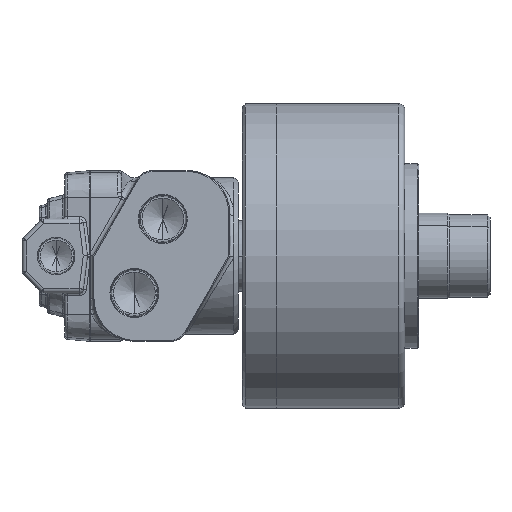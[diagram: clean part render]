
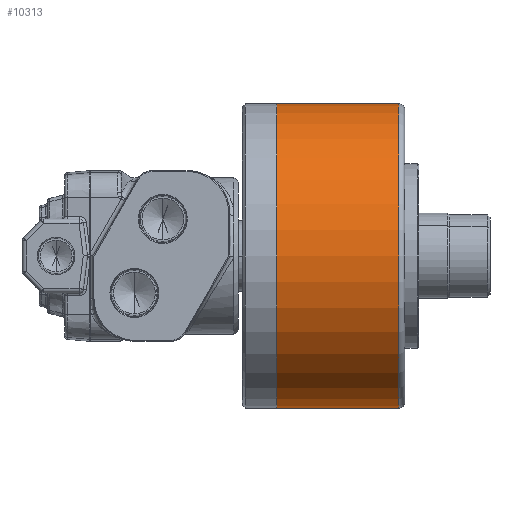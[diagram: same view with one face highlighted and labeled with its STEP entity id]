
A CAD part, front view. The second image highlights one B-rep face of the part: STEP entity #10313.
In plain terms, the highlighted cylindrical face has radius 53.5 mm (diameter 107 mm), a partial arc.
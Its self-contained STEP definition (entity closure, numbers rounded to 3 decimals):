
#2036 = DIRECTION ( 'NONE',  ( -1., 0., 0. ) ) ;
#2102 = VECTOR ( 'NONE', #2036, 1000. ) ;
#2410 = CARTESIAN_POINT ( 'NONE',  ( 0., 0., -53.5 ) ) ;
#2429 = LINE ( 'NONE', #2410, #2102 ) ;
#2926 = CARTESIAN_POINT ( 'NONE',  ( 0., 0., 53.5 ) ) ;
#7360 = DIRECTION ( 'NONE',  ( -1., 0., 0. ) ) ;
#7677 = CARTESIAN_POINT ( 'NONE',  ( 0., 0., -53.5 ) ) ;
#7683 = LINE ( 'NONE', #7685, #7684 ) ;
#7684 = VECTOR ( 'NONE', #7360, 1000. ) ;
#7685 = CARTESIAN_POINT ( 'NONE',  ( 0., 0., 53.5 ) ) ;
#10021 = CARTESIAN_POINT ( 'NONE',  ( 43., 0., -53.5 ) ) ;
#10215 = EDGE_CURVE ( 'NONE', #25390, #25435, #16070, .T. ) ;
#10309 = EDGE_LOOP ( 'NONE', ( #10314, #10310, #10372, #10360 ) ) ;
#10310 = ORIENTED_EDGE ( 'NONE', *, *, #10327, .T. ) ;
#10313 = ADVANCED_FACE ( 'NONE', ( #16880 ), #16828, .T. ) ;
#10314 = ORIENTED_EDGE ( 'NONE', *, *, #25432, .F. ) ;
#10327 = EDGE_CURVE ( 'NONE', #24991, #25163, #16896, .T. ) ;
#10360 = ORIENTED_EDGE ( 'NONE', *, *, #10215, .F. ) ;
#10372 = ORIENTED_EDGE ( 'NONE', *, *, #25405, .T. ) ;
#16064 = DIRECTION ( 'NONE',  ( 0., 0., 1. ) ) ;
#16066 = CARTESIAN_POINT ( 'NONE',  ( 0., 0., 0. ) ) ;
#16070 = CIRCLE ( 'NONE', #16080, 53.5 ) ;
#16075 = DIRECTION ( 'NONE',  ( -1., 0., 0. ) ) ;
#16080 = AXIS2_PLACEMENT_3D ( 'NONE', #16066, #16075, #16064 ) ;
#16827 = CARTESIAN_POINT ( 'NONE',  ( 0., 0., 0. ) ) ;
#16828 = CYLINDRICAL_SURFACE ( 'NONE', #16864, 53.5 ) ;
#16850 = DIRECTION ( 'NONE',  ( -1., 0., 0. ) ) ;
#16863 = DIRECTION ( 'NONE',  ( 0., 0., 1. ) ) ;
#16864 = AXIS2_PLACEMENT_3D ( 'NONE', #16827, #16850, #16863 ) ;
#16880 = FACE_OUTER_BOUND ( 'NONE', #10309, .T. ) ;
#16884 = CARTESIAN_POINT ( 'NONE',  ( 43., 0., 0. ) ) ;
#16896 = CIRCLE ( 'NONE', #16897, 53.5 ) ;
#16897 = AXIS2_PLACEMENT_3D ( 'NONE', #16884, #16940, #16939 ) ;
#16939 = DIRECTION ( 'NONE',  ( 0., 0., 1. ) ) ;
#16940 = DIRECTION ( 'NONE',  ( -1., 0., 0. ) ) ;
#24991 = VERTEX_POINT ( 'NONE', #10021 ) ;
#25163 = VERTEX_POINT ( 'NONE', #29824 ) ;
#25390 = VERTEX_POINT ( 'NONE', #7677 ) ;
#25405 = EDGE_CURVE ( 'NONE', #25163, #25435, #7683, .T. ) ;
#25432 = EDGE_CURVE ( 'NONE', #24991, #25390, #2429, .T. ) ;
#25435 = VERTEX_POINT ( 'NONE', #2926 ) ;
#29824 = CARTESIAN_POINT ( 'NONE',  ( 43., 0., 53.5 ) ) ;
